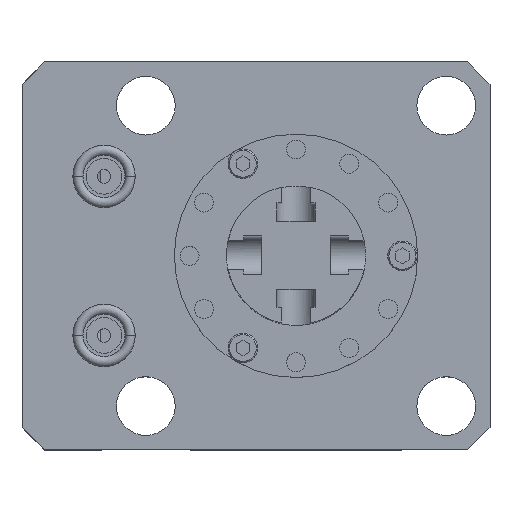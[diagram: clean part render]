
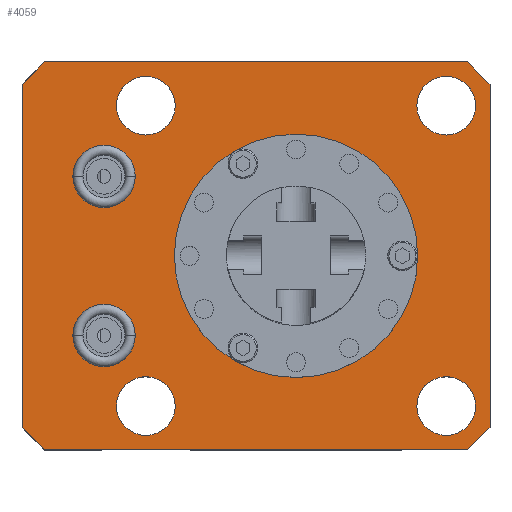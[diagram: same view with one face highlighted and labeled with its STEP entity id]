
A CAD part, top view. The second image highlights one B-rep face of the part: STEP entity #4059.
In plain terms, the highlighted planar face has unit normal (0, 0, 1).
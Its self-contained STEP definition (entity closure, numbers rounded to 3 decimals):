
#695=CARTESIAN_POINT('',(27.432,-27.432,25.019));
#696=DIRECTION('',(0.,0.,-1.));
#697=DIRECTION('',(1.,0.,0.));
#698=AXIS2_PLACEMENT_3D('',#695,#696,#697);
#700=CARTESIAN_POINT('',(27.432,-27.432,25.019));
#701=DIRECTION('',(0.,0.,-1.));
#702=DIRECTION('',(-1.,0.,0.));
#703=AXIS2_PLACEMENT_3D('',#700,#701,#702);
#705=CARTESIAN_POINT('',(27.432,27.432,25.019));
#706=DIRECTION('',(0.,0.,-1.));
#707=DIRECTION('',(1.,0.,0.));
#708=AXIS2_PLACEMENT_3D('',#705,#706,#707);
#710=CARTESIAN_POINT('',(27.432,27.432,25.019));
#711=DIRECTION('',(0.,0.,-1.));
#712=DIRECTION('',(-1.,0.,0.));
#713=AXIS2_PLACEMENT_3D('',#710,#711,#712);
#715=CARTESIAN_POINT('',(-27.432,-27.432,25.019));
#716=DIRECTION('',(0.,0.,-1.));
#717=DIRECTION('',(1.,0.,0.));
#718=AXIS2_PLACEMENT_3D('',#715,#716,#717);
#720=CARTESIAN_POINT('',(-27.432,-27.432,25.019));
#721=DIRECTION('',(0.,0.,-1.));
#722=DIRECTION('',(-1.,0.,0.));
#723=AXIS2_PLACEMENT_3D('',#720,#721,#722);
#725=CARTESIAN_POINT('',(-27.432,27.432,25.019));
#726=DIRECTION('',(0.,0.,-1.));
#727=DIRECTION('',(1.,0.,0.));
#728=AXIS2_PLACEMENT_3D('',#725,#726,#727);
#730=CARTESIAN_POINT('',(-27.432,27.432,25.019));
#731=DIRECTION('',(0.,0.,-1.));
#732=DIRECTION('',(-1.,0.,0.));
#733=AXIS2_PLACEMENT_3D('',#730,#731,#732);
#735=CARTESIAN_POINT('',(-35.077,-14.529,25.019));
#736=DIRECTION('',(0.,0.,1.));
#737=DIRECTION('',(-1.,0.,0.));
#738=AXIS2_PLACEMENT_3D('',#735,#736,#737);
#740=CARTESIAN_POINT('',(-35.077,-14.529,25.019));
#741=DIRECTION('',(0.,0.,1.));
#742=DIRECTION('',(1.,0.,0.));
#743=AXIS2_PLACEMENT_3D('',#740,#741,#742);
#745=CARTESIAN_POINT('',(-35.077,14.529,25.019));
#746=DIRECTION('',(0.,0.,1.));
#747=DIRECTION('',(-1.,0.,0.));
#748=AXIS2_PLACEMENT_3D('',#745,#746,#747);
#750=CARTESIAN_POINT('',(-35.077,14.529,25.019));
#751=DIRECTION('',(0.,0.,1.));
#752=DIRECTION('',(1.,0.,0.));
#753=AXIS2_PLACEMENT_3D('',#750,#751,#752);
#755=DIRECTION('',(0.,-1.,0.));
#756=VECTOR('',#755,62.738);
#757=CARTESIAN_POINT('',(-50.063,31.369,25.019));
#758=LINE('',#757,#756);
#759=DIRECTION('',(-0.707,-0.707,0.));
#760=VECTOR('',#759,5.747);
#761=CARTESIAN_POINT('',(-45.999,35.433,25.019));
#762=LINE('',#761,#760);
#763=DIRECTION('',(-1.,0.,0.));
#764=VECTOR('',#763,77.368);
#765=CARTESIAN_POINT('',(31.369,35.433,25.019));
#766=LINE('',#765,#764);
#767=DIRECTION('',(-0.707,0.707,0.));
#768=VECTOR('',#767,5.747);
#769=CARTESIAN_POINT('',(35.433,31.369,25.019));
#770=LINE('',#769,#768);
#771=DIRECTION('',(0.,1.,0.));
#772=VECTOR('',#771,62.738);
#773=CARTESIAN_POINT('',(35.433,-31.369,25.019));
#774=LINE('',#773,#772);
#775=DIRECTION('',(0.707,0.707,0.));
#776=VECTOR('',#775,5.747);
#777=CARTESIAN_POINT('',(31.369,-35.433,25.019));
#778=LINE('',#777,#776);
#779=DIRECTION('',(1.,0.,0.));
#780=VECTOR('',#779,77.368);
#781=CARTESIAN_POINT('',(-45.999,-35.433,25.019));
#782=LINE('',#781,#780);
#783=DIRECTION('',(0.707,-0.707,0.));
#784=VECTOR('',#783,5.747);
#785=CARTESIAN_POINT('',(-50.063,-31.369,25.019));
#786=LINE('',#785,#784);
#787=CARTESIAN_POINT('',(0.,0.,25.019));
#788=DIRECTION('',(0.,0.,1.));
#789=DIRECTION('',(0.,-1.,0.));
#790=AXIS2_PLACEMENT_3D('',#787,#788,#789);
#792=CARTESIAN_POINT('',(0.,0.,25.019));
#793=DIRECTION('',(0.,0.,1.));
#794=DIRECTION('',(0.,1.,0.));
#795=AXIS2_PLACEMENT_3D('',#792,#793,#794);
#2705=CARTESIAN_POINT('',(-50.063,31.369,25.019));
#2706=CARTESIAN_POINT('',(-50.063,-31.369,25.019));
#2707=VERTEX_POINT('',#2705);
#2708=VERTEX_POINT('',#2706);
#2709=CARTESIAN_POINT('',(-45.999,-35.433,25.019));
#2710=CARTESIAN_POINT('',(31.369,-35.433,25.019));
#2711=VERTEX_POINT('',#2709);
#2712=VERTEX_POINT('',#2710);
#2713=CARTESIAN_POINT('',(35.433,-31.369,25.019));
#2714=CARTESIAN_POINT('',(35.433,31.369,25.019));
#2715=VERTEX_POINT('',#2713);
#2716=VERTEX_POINT('',#2714);
#2717=CARTESIAN_POINT('',(31.369,35.433,25.019));
#2718=CARTESIAN_POINT('',(-45.999,35.433,25.019));
#2719=VERTEX_POINT('',#2717);
#2720=VERTEX_POINT('',#2718);
#2745=CARTESIAN_POINT('',(32.792,-27.432,25.019));
#2746=CARTESIAN_POINT('',(22.073,-27.432,25.019));
#2747=VERTEX_POINT('',#2745);
#2748=VERTEX_POINT('',#2746);
#2809=CARTESIAN_POINT('',(-40.779,-14.529,25.019));
#2810=CARTESIAN_POINT('',(-29.375,-14.529,25.019));
#2811=VERTEX_POINT('',#2809);
#2812=VERTEX_POINT('',#2810);
#2813=CARTESIAN_POINT('',(-40.779,14.529,25.019));
#2814=CARTESIAN_POINT('',(-29.375,14.529,25.019));
#2815=VERTEX_POINT('',#2813);
#2816=VERTEX_POINT('',#2814);
#2905=CARTESIAN_POINT('',(32.792,27.432,25.019));
#2906=CARTESIAN_POINT('',(22.073,27.432,25.019));
#2907=VERTEX_POINT('',#2905);
#2908=VERTEX_POINT('',#2906);
#2909=CARTESIAN_POINT('',(-22.073,-27.432,25.019));
#2910=CARTESIAN_POINT('',(-32.792,-27.432,25.019));
#2911=VERTEX_POINT('',#2909);
#2912=VERTEX_POINT('',#2910);
#2913=CARTESIAN_POINT('',(-22.073,27.432,25.019));
#2914=CARTESIAN_POINT('',(-32.792,27.432,25.019));
#2915=VERTEX_POINT('',#2913);
#2916=VERTEX_POINT('',#2914);
#3071=CARTESIAN_POINT('',(0.,-22.225,25.019));
#3072=CARTESIAN_POINT('',(0.,22.225,25.019));
#3073=VERTEX_POINT('',#3071);
#3074=VERTEX_POINT('',#3072);
#3995=CARTESIAN_POINT('',(0.,0.,25.019));
#3996=DIRECTION('',(0.,0.,1.));
#3997=DIRECTION('',(1.,0.,0.));
#3998=AXIS2_PLACEMENT_3D('',#3995,#3996,#3997);
#3999=PLANE('',#3998);
#4001=ORIENTED_EDGE('',*,*,#4000,.F.);
#4003=ORIENTED_EDGE('',*,*,#4002,.F.);
#4005=ORIENTED_EDGE('',*,*,#4004,.F.);
#4007=ORIENTED_EDGE('',*,*,#4006,.F.);
#4009=ORIENTED_EDGE('',*,*,#4008,.F.);
#4011=ORIENTED_EDGE('',*,*,#4010,.F.);
#4013=ORIENTED_EDGE('',*,*,#4012,.F.);
#4015=ORIENTED_EDGE('',*,*,#4014,.F.);
#4016=EDGE_LOOP('',(#4001,#4003,#4005,#4007,#4009,#4011,#4013,#4015));
#4017=FACE_OUTER_BOUND('',#4016,.F.);
#4019=ORIENTED_EDGE('',*,*,#4018,.F.);
#4021=ORIENTED_EDGE('',*,*,#4020,.F.);
#4022=EDGE_LOOP('',(#4019,#4021));
#4023=FACE_BOUND('',#4022,.F.);
#4025=ORIENTED_EDGE('',*,*,#4024,.F.);
#4027=ORIENTED_EDGE('',*,*,#4026,.F.);
#4028=EDGE_LOOP('',(#4025,#4027));
#4029=FACE_BOUND('',#4028,.F.);
#4031=ORIENTED_EDGE('',*,*,#4030,.F.);
#4033=ORIENTED_EDGE('',*,*,#4032,.F.);
#4034=EDGE_LOOP('',(#4031,#4033));
#4035=FACE_BOUND('',#4034,.F.);
#4037=ORIENTED_EDGE('',*,*,#4036,.T.);
#4039=ORIENTED_EDGE('',*,*,#4038,.T.);
#4040=EDGE_LOOP('',(#4037,#4039));
#4041=FACE_BOUND('',#4040,.F.);
#4043=ORIENTED_EDGE('',*,*,#4042,.T.);
#4045=ORIENTED_EDGE('',*,*,#4044,.T.);
#4046=EDGE_LOOP('',(#4043,#4045));
#4047=FACE_BOUND('',#4046,.F.);
#4049=ORIENTED_EDGE('',*,*,#4048,.F.);
#4051=ORIENTED_EDGE('',*,*,#4050,.F.);
#4052=EDGE_LOOP('',(#4049,#4051));
#4053=FACE_BOUND('',#4052,.F.);
#4055=ORIENTED_EDGE('',*,*,#4054,.T.);
#4056=ORIENTED_EDGE('',*,*,#3985,.T.);
#4057=EDGE_LOOP('',(#4055,#4056));
#4058=FACE_BOUND('',#4057,.F.);
#699=CIRCLE('',#698,5.36);
#704=CIRCLE('',#703,5.36);
#709=CIRCLE('',#708,5.36);
#714=CIRCLE('',#713,5.36);
#719=CIRCLE('',#718,5.36);
#724=CIRCLE('',#723,5.36);
#729=CIRCLE('',#728,5.36);
#734=CIRCLE('',#733,5.36);
#739=CIRCLE('',#738,5.702);
#744=CIRCLE('',#743,5.702);
#749=CIRCLE('',#748,5.702);
#754=CIRCLE('',#753,5.702);
#791=CIRCLE('',#790,22.225);
#796=CIRCLE('',#795,22.225);
#3985=EDGE_CURVE('',#3074,#3073,#796,.T.);
#4000=EDGE_CURVE('',#2707,#2708,#758,.T.);
#4002=EDGE_CURVE('',#2720,#2707,#762,.T.);
#4004=EDGE_CURVE('',#2719,#2720,#766,.T.);
#4006=EDGE_CURVE('',#2716,#2719,#770,.T.);
#4008=EDGE_CURVE('',#2715,#2716,#774,.T.);
#4010=EDGE_CURVE('',#2712,#2715,#778,.T.);
#4012=EDGE_CURVE('',#2711,#2712,#782,.T.);
#4014=EDGE_CURVE('',#2708,#2711,#786,.T.);
#4018=EDGE_CURVE('',#2907,#2908,#709,.T.);
#4020=EDGE_CURVE('',#2908,#2907,#714,.T.);
#4024=EDGE_CURVE('',#2911,#2912,#719,.T.);
#4026=EDGE_CURVE('',#2912,#2911,#724,.T.);
#4030=EDGE_CURVE('',#2915,#2916,#729,.T.);
#4032=EDGE_CURVE('',#2916,#2915,#734,.T.);
#4036=EDGE_CURVE('',#2811,#2812,#739,.T.);
#4038=EDGE_CURVE('',#2812,#2811,#744,.T.);
#4042=EDGE_CURVE('',#2815,#2816,#749,.T.);
#4044=EDGE_CURVE('',#2816,#2815,#754,.T.);
#4048=EDGE_CURVE('',#2747,#2748,#699,.T.);
#4050=EDGE_CURVE('',#2748,#2747,#704,.T.);
#4054=EDGE_CURVE('',#3073,#3074,#791,.T.);
#4059=ADVANCED_FACE('',(#4017,#4023,#4029,#4035,#4041,#4047,#4053,#4058),#3999,
.T.);
